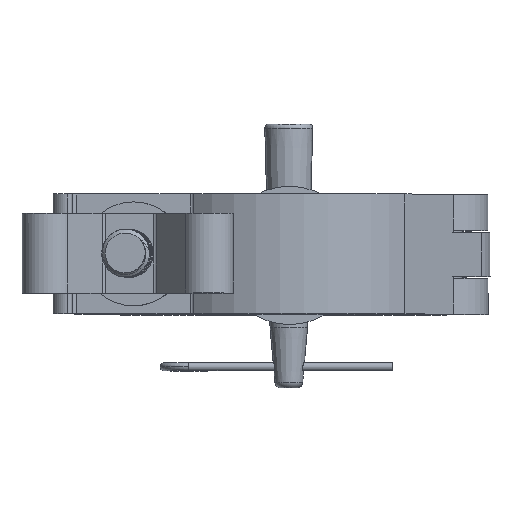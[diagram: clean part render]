
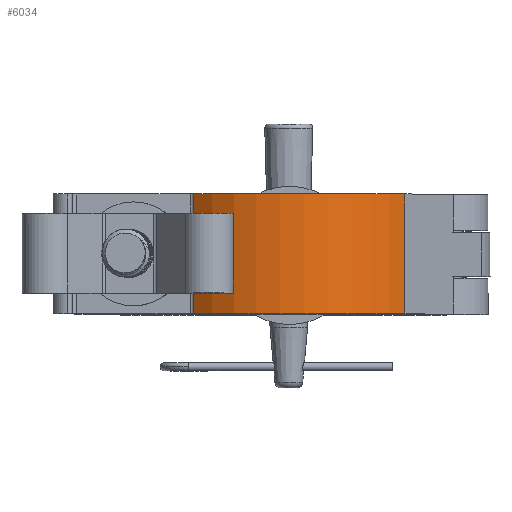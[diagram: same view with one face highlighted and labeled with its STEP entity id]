
A CAD part, top view. The second image highlights one B-rep face of the part: STEP entity #6034.
In plain terms, the highlighted cylindrical face has radius 35.4 mm (diameter 70.8 mm), a partial arc.
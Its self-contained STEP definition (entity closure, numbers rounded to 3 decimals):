
#463=CYLINDRICAL_SURFACE('',#6641,35.4);
#644=FACE_OUTER_BOUND('',#1035,.T.);
#1035=EDGE_LOOP('',(#4322,#4323,#4324,#4325));
#1452=LINE('',#9488,#1858);
#1461=LINE('',#9510,#1867);
#1858=VECTOR('',#7586,30.);
#1867=VECTOR('',#7609,30.);
#2259=CIRCLE('',#6632,35.4);
#2260=CIRCLE('',#6636,35.4);
#2610=VERTEX_POINT('',#9468);
#2611=VERTEX_POINT('',#9470);
#2617=VERTEX_POINT('',#9487);
#2620=VERTEX_POINT('',#9497);
#3229=EDGE_CURVE('',#2611,#2610,#2259,.T.);
#3238=EDGE_CURVE('',#2617,#2611,#1452,.T.);
#3244=EDGE_CURVE('',#2617,#2620,#2260,.T.);
#3251=EDGE_CURVE('',#2620,#2610,#1461,.T.);
#4322=ORIENTED_EDGE('',*,*,#3229,.T.);
#4323=ORIENTED_EDGE('',*,*,#3251,.F.);
#4324=ORIENTED_EDGE('',*,*,#3244,.F.);
#4325=ORIENTED_EDGE('',*,*,#3238,.T.);
#6034=ADVANCED_FACE('',(#644),#463,.T.);
#6632=AXIS2_PLACEMENT_3D('',#9471,#7572,#7573);
#6636=AXIS2_PLACEMENT_3D('',#9498,#7594,#7595);
#6641=AXIS2_PLACEMENT_3D('',#9509,#7607,#7608);
#7572=DIRECTION('center_axis',(0.,0.,1.));
#7573=DIRECTION('ref_axis',(1.,0.,0.));
#7586=DIRECTION('',(0.,0.,-1.));
#7594=DIRECTION('center_axis',(0.,0.,1.));
#7595=DIRECTION('ref_axis',(1.,0.,0.));
#7607=DIRECTION('center_axis',(0.,0.,-1.));
#7608=DIRECTION('ref_axis',(-1.,0.,0.));
#7609=DIRECTION('',(0.,0.,-1.));
#9468=CARTESIAN_POINT('',(-59.263,42.923,-15.));
#9470=CARTESIAN_POINT('',(-6.874,33.99,-15.));
#9471=CARTESIAN_POINT('Origin',(-37.,15.4,-15.));
#9487=CARTESIAN_POINT('',(-6.874,33.99,15.));
#9488=CARTESIAN_POINT('',(-6.874,33.99,15.));
#9497=CARTESIAN_POINT('',(-59.263,42.923,15.));
#9498=CARTESIAN_POINT('Origin',(-37.,15.4,15.));
#9509=CARTESIAN_POINT('Origin',(-37.,15.4,16.5));
#9510=CARTESIAN_POINT('',(-59.263,42.923,15.));
